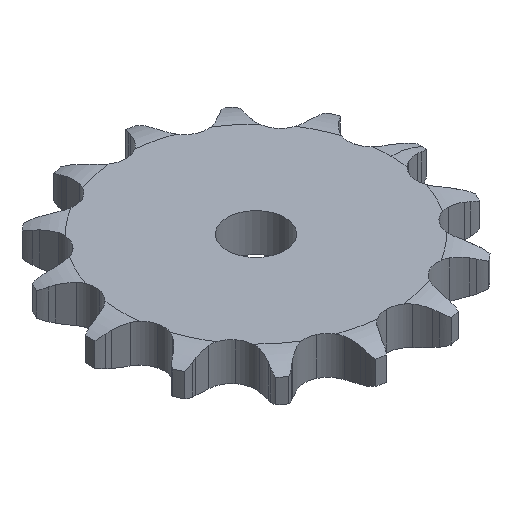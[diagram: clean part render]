
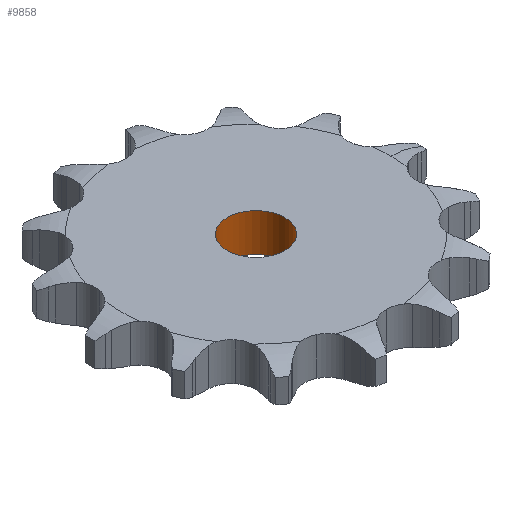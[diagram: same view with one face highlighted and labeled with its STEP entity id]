
A CAD part, isometric view. The second image highlights one B-rep face of the part: STEP entity #9858.
In plain terms, the highlighted cylindrical face has radius 4 mm (diameter 8 mm), a full revolution.
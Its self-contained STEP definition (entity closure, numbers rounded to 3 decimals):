
#443 = PLANE('',#444);
#444 = AXIS2_PLACEMENT_3D('',#445,#446,#447);
#445 = CARTESIAN_POINT('',(0.,0.,5.3));
#446 = DIRECTION('',(-0.,-0.,-1.));
#447 = DIRECTION('',(-1.,0.,0.));
#643 = PLANE('',#644);
#644 = AXIS2_PLACEMENT_3D('',#645,#646,#647);
#645 = CARTESIAN_POINT('',(0.,0.,0.));
#646 = DIRECTION('',(-0.,-0.,-1.));
#647 = DIRECTION('',(-1.,0.,0.));
#2299 = EDGE_CURVE('',#2300,#2300,#2302,.T.);
#2300 = VERTEX_POINT('',#2301);
#2301 = CARTESIAN_POINT('',(4.,0.,5.3));
#2302 = SURFACE_CURVE('',#2303,(#2308,#2319),.PCURVE_S1.);
#2303 = CIRCLE('',#2304,4.);
#2304 = AXIS2_PLACEMENT_3D('',#2305,#2306,#2307);
#2305 = CARTESIAN_POINT('',(0.,0.,5.3));
#2306 = DIRECTION('',(0.,0.,1.));
#2307 = DIRECTION('',(1.,0.,0.));
#2308 = PCURVE('',#443,#2309);
#2309 = DEFINITIONAL_REPRESENTATION('',(#2310),#2318);
#2310 = ( BOUNDED_CURVE() B_SPLINE_CURVE(2,(#2311,#2312,#2313,#2314,
#2315,#2316,#2317),.UNSPECIFIED.,.T.,.F.) B_SPLINE_CURVE_WITH_KNOTS((1,2
    ,2,2,2,1),(-2.094,0.,2.094,4.189,
6.283,8.378),.UNSPECIFIED.) CURVE() 
GEOMETRIC_REPRESENTATION_ITEM() RATIONAL_B_SPLINE_CURVE((1.,0.5,1.,0.5,
1.,0.5,1.)) REPRESENTATION_ITEM('') );
#2311 = CARTESIAN_POINT('',(-4.,0.));
#2312 = CARTESIAN_POINT('',(-4.,6.928));
#2313 = CARTESIAN_POINT('',(2.,3.464));
#2314 = CARTESIAN_POINT('',(8.,0.));
#2315 = CARTESIAN_POINT('',(2.,-3.464));
#2316 = CARTESIAN_POINT('',(-4.,-6.928));
#2317 = CARTESIAN_POINT('',(-4.,0.));
#2318 = ( GEOMETRIC_REPRESENTATION_CONTEXT(2) 
PARAMETRIC_REPRESENTATION_CONTEXT() REPRESENTATION_CONTEXT('2D SPACE',''
  ) );
#2319 = PCURVE('',#2320,#2325);
#2320 = CYLINDRICAL_SURFACE('',#2321,4.);
#2321 = AXIS2_PLACEMENT_3D('',#2322,#2323,#2324);
#2322 = CARTESIAN_POINT('',(0.,0.,74.497));
#2323 = DIRECTION('',(0.,0.,1.));
#2324 = DIRECTION('',(1.,0.,0.));
#2325 = DEFINITIONAL_REPRESENTATION('',(#2326),#2330);
#2326 = LINE('',#2327,#2328);
#2327 = CARTESIAN_POINT('',(0.,-69.197));
#2328 = VECTOR('',#2329,1.);
#2329 = DIRECTION('',(1.,0.));
#2330 = ( GEOMETRIC_REPRESENTATION_CONTEXT(2) 
PARAMETRIC_REPRESENTATION_CONTEXT() REPRESENTATION_CONTEXT('2D SPACE',''
  ) );
#3665 = EDGE_CURVE('',#3666,#3666,#3668,.T.);
#3666 = VERTEX_POINT('',#3667);
#3667 = CARTESIAN_POINT('',(4.,0.,0.));
#3668 = SURFACE_CURVE('',#3669,(#3674,#3685),.PCURVE_S1.);
#3669 = CIRCLE('',#3670,4.);
#3670 = AXIS2_PLACEMENT_3D('',#3671,#3672,#3673);
#3671 = CARTESIAN_POINT('',(0.,0.,0.));
#3672 = DIRECTION('',(0.,0.,1.));
#3673 = DIRECTION('',(1.,0.,0.));
#3674 = PCURVE('',#643,#3675);
#3675 = DEFINITIONAL_REPRESENTATION('',(#3676),#3684);
#3676 = ( BOUNDED_CURVE() B_SPLINE_CURVE(2,(#3677,#3678,#3679,#3680,
#3681,#3682,#3683),.UNSPECIFIED.,.T.,.F.) B_SPLINE_CURVE_WITH_KNOTS((1,2
    ,2,2,2,1),(-2.094,0.,2.094,4.189,
6.283,8.378),.UNSPECIFIED.) CURVE() 
GEOMETRIC_REPRESENTATION_ITEM() RATIONAL_B_SPLINE_CURVE((1.,0.5,1.,0.5,
1.,0.5,1.)) REPRESENTATION_ITEM('') );
#3677 = CARTESIAN_POINT('',(-4.,0.));
#3678 = CARTESIAN_POINT('',(-4.,6.928));
#3679 = CARTESIAN_POINT('',(2.,3.464));
#3680 = CARTESIAN_POINT('',(8.,0.));
#3681 = CARTESIAN_POINT('',(2.,-3.464));
#3682 = CARTESIAN_POINT('',(-4.,-6.928));
#3683 = CARTESIAN_POINT('',(-4.,0.));
#3684 = ( GEOMETRIC_REPRESENTATION_CONTEXT(2) 
PARAMETRIC_REPRESENTATION_CONTEXT() REPRESENTATION_CONTEXT('2D SPACE',''
  ) );
#3685 = PCURVE('',#2320,#3686);
#3686 = DEFINITIONAL_REPRESENTATION('',(#3687),#3691);
#3687 = LINE('',#3688,#3689);
#3688 = CARTESIAN_POINT('',(0.,-74.497));
#3689 = VECTOR('',#3690,1.);
#3690 = DIRECTION('',(1.,0.));
#3691 = ( GEOMETRIC_REPRESENTATION_CONTEXT(2) 
PARAMETRIC_REPRESENTATION_CONTEXT() REPRESENTATION_CONTEXT('2D SPACE',''
  ) );
#9858 = ADVANCED_FACE('',(#9859),#2320,.F.);
#9859 = FACE_BOUND('',#9860,.F.);
#9860 = EDGE_LOOP('',(#9861,#9862,#9883,#9884));
#9861 = ORIENTED_EDGE('',*,*,#2299,.F.);
#9862 = ORIENTED_EDGE('',*,*,#9863,.T.);
#9863 = EDGE_CURVE('',#2300,#3666,#9864,.T.);
#9864 = SEAM_CURVE('',#9865,(#9869,#9876),.PCURVE_S1.);
#9865 = LINE('',#9866,#9867);
#9866 = CARTESIAN_POINT('',(4.,0.,74.497));
#9867 = VECTOR('',#9868,1.);
#9868 = DIRECTION('',(-0.,-0.,-1.));
#9869 = PCURVE('',#2320,#9870);
#9870 = DEFINITIONAL_REPRESENTATION('',(#9871),#9875);
#9871 = LINE('',#9872,#9873);
#9872 = CARTESIAN_POINT('',(6.283,0.));
#9873 = VECTOR('',#9874,1.);
#9874 = DIRECTION('',(0.,-1.));
#9875 = ( GEOMETRIC_REPRESENTATION_CONTEXT(2) 
PARAMETRIC_REPRESENTATION_CONTEXT() REPRESENTATION_CONTEXT('2D SPACE',''
  ) );
#9876 = PCURVE('',#2320,#9877);
#9877 = DEFINITIONAL_REPRESENTATION('',(#9878),#9882);
#9878 = LINE('',#9879,#9880);
#9879 = CARTESIAN_POINT('',(0.,0.));
#9880 = VECTOR('',#9881,1.);
#9881 = DIRECTION('',(0.,-1.));
#9882 = ( GEOMETRIC_REPRESENTATION_CONTEXT(2) 
PARAMETRIC_REPRESENTATION_CONTEXT() REPRESENTATION_CONTEXT('2D SPACE',''
  ) );
#9883 = ORIENTED_EDGE('',*,*,#3665,.T.);
#9884 = ORIENTED_EDGE('',*,*,#9863,.F.);
